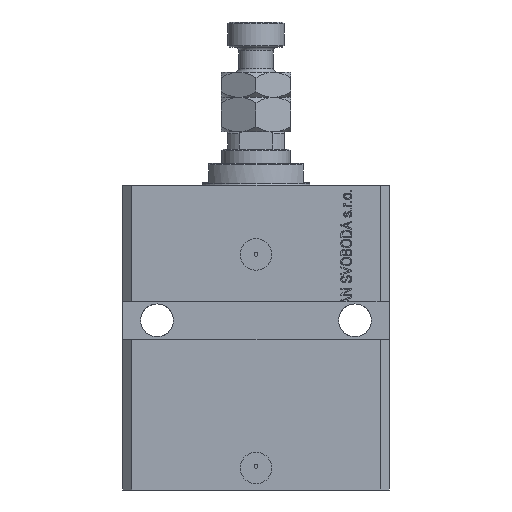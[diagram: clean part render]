
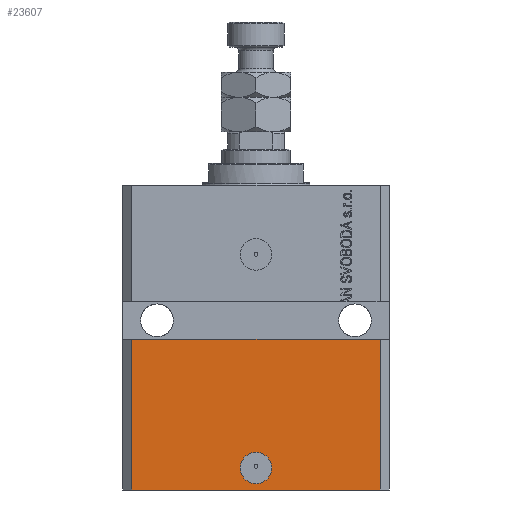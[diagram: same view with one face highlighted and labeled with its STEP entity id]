
A CAD part, front view. The second image highlights one B-rep face of the part: STEP entity #23607.
In plain terms, the highlighted planar face has unit normal (0, -1, 0).
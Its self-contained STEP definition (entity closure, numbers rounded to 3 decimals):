
#737 = VECTOR ( 'NONE', #34479, 1000. ) ;
#2246 = DIRECTION ( 'NONE',  ( 0., 0., -1. ) ) ;
#2323 = DIRECTION ( 'NONE',  ( 0., 0., 1. ) ) ;
#3176 = CARTESIAN_POINT ( 'NONE',  ( 0., -31.5, -90. ) ) ;
#4431 = CARTESIAN_POINT ( 'NONE',  ( -39.5, -31.5, -49. ) ) ;
#4612 = VERTEX_POINT ( 'NONE', #35650 ) ;
#5222 = VERTEX_POINT ( 'NONE', #4431 ) ;
#5832 = LINE ( 'NONE', #16059, #26497 ) ;
#5976 = DIRECTION ( 'NONE',  ( 0., -1., 0. ) ) ;
#6158 = VERTEX_POINT ( 'NONE', #32279 ) ;
#7171 = EDGE_CURVE ( 'NONE', #44095, #4612, #5832, .T. ) ;
#7330 = LINE ( 'NONE', #11801, #737 ) ;
#9704 = FACE_BOUND ( 'NONE', #37671, .T. ) ;
#10343 = EDGE_CURVE ( 'NONE', #44095, #5222, #7330, .T. ) ;
#11633 = CIRCLE ( 'NONE', #13220, 5. ) ;
#11801 = CARTESIAN_POINT ( 'NONE',  ( -39.5, -31.5, -97. ) ) ;
#12902 = EDGE_CURVE ( 'NONE', #49056, #6158, #42970, .T. ) ;
#13220 = AXIS2_PLACEMENT_3D ( 'NONE', #3176, #26322, #22097 ) ;
#13281 = ORIENTED_EDGE ( 'NONE', *, *, #38211, .F. ) ;
#13429 = FACE_OUTER_BOUND ( 'NONE', #24561, .T. ) ;
#13561 = VECTOR ( 'NONE', #2323, 1000. ) ;
#13579 = EDGE_CURVE ( 'NONE', #4612, #47515, #43172, .T. ) ;
#13868 = ORIENTED_EDGE ( 'NONE', *, *, #7171, .T. ) ;
#14072 = CARTESIAN_POINT ( 'NONE',  ( 39.5, -31.5, -49. ) ) ;
#14476 = VECTOR ( 'NONE', #37519, 1000. ) ;
#16059 = CARTESIAN_POINT ( 'NONE',  ( -39.5, -31.5, -97. ) ) ;
#16626 = CARTESIAN_POINT ( 'NONE',  ( 0., -31.5, -90. ) ) ;
#18703 = ORIENTED_EDGE ( 'NONE', *, *, #12902, .F. ) ;
#18791 = ORIENTED_EDGE ( 'NONE', *, *, #10343, .F. ) ;
#22097 = DIRECTION ( 'NONE',  ( 1., 0., 0. ) ) ;
#23607 = ADVANCED_FACE ( 'NONE', ( #9704, #13429 ), #24898, .T. ) ;
#24561 = EDGE_LOOP ( 'NONE', ( #39813, #18791, #13868, #26149 ) ) ;
#24898 = PLANE ( 'NONE',  #46902 ) ;
#26149 = ORIENTED_EDGE ( 'NONE', *, *, #13579, .T. ) ;
#26322 = DIRECTION ( 'NONE',  ( 0., -1., 0. ) ) ;
#26497 = VECTOR ( 'NONE', #28242, 1000. ) ;
#27600 = DIRECTION ( 'NONE',  ( 0., -1., 0. ) ) ;
#28242 = DIRECTION ( 'NONE',  ( 1., 0., 0. ) ) ;
#28974 = EDGE_CURVE ( 'NONE', #5222, #47515, #37027, .T. ) ;
#31816 = DIRECTION ( 'NONE',  ( 1., 0., 0. ) ) ;
#32279 = CARTESIAN_POINT ( 'NONE',  ( -5., -31.5, -90. ) ) ;
#34479 = DIRECTION ( 'NONE',  ( 0., 0., 1. ) ) ;
#35650 = CARTESIAN_POINT ( 'NONE',  ( 39.5, -31.5, -97. ) ) ;
#37027 = LINE ( 'NONE', #44986, #14476 ) ;
#37519 = DIRECTION ( 'NONE',  ( 1., 0., 0. ) ) ;
#37671 = EDGE_LOOP ( 'NONE', ( #18703, #13281 ) ) ;
#38211 = EDGE_CURVE ( 'NONE', #6158, #49056, #11633, .T. ) ;
#38224 = AXIS2_PLACEMENT_3D ( 'NONE', #16626, #27600, #31816 ) ;
#38870 = CARTESIAN_POINT ( 'NONE',  ( -39.5, -31.5, -97. ) ) ;
#39813 = ORIENTED_EDGE ( 'NONE', *, *, #28974, .F. ) ;
#40105 = CARTESIAN_POINT ( 'NONE',  ( -39.5, -31.5, -97. ) ) ;
#42970 = CIRCLE ( 'NONE', #38224, 5. ) ;
#43172 = LINE ( 'NONE', #47879, #13561 ) ;
#44095 = VERTEX_POINT ( 'NONE', #38870 ) ;
#44986 = CARTESIAN_POINT ( 'NONE',  ( -42.5, -31.5, -49. ) ) ;
#45954 = CARTESIAN_POINT ( 'NONE',  ( 5., -31.5, -90. ) ) ;
#46902 = AXIS2_PLACEMENT_3D ( 'NONE', #40105, #5976, #2246 ) ;
#47515 = VERTEX_POINT ( 'NONE', #14072 ) ;
#47879 = CARTESIAN_POINT ( 'NONE',  ( 39.5, -31.5, -97. ) ) ;
#49056 = VERTEX_POINT ( 'NONE', #45954 ) ;
